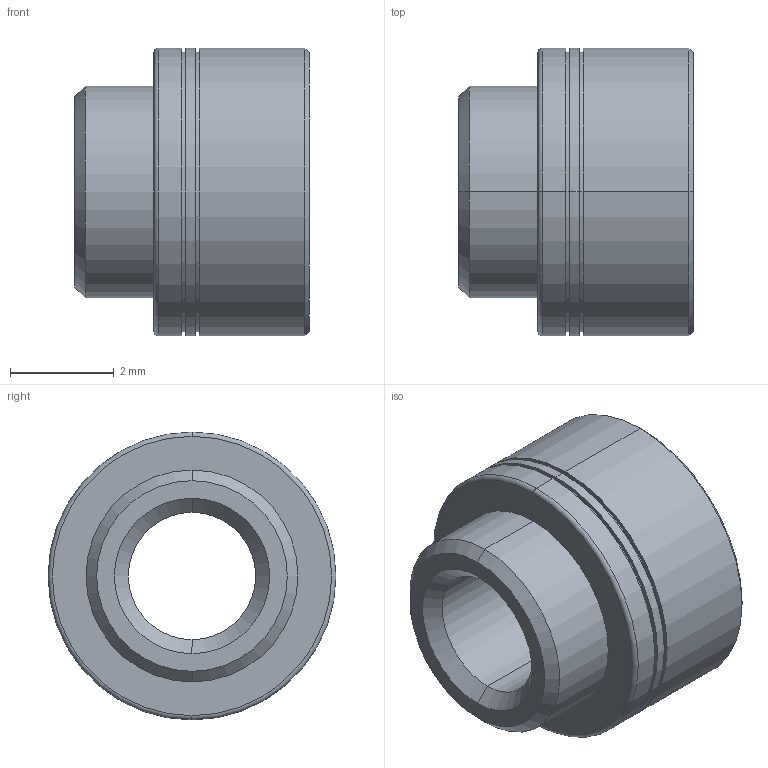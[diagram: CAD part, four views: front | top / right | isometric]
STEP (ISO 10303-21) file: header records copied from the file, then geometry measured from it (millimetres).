
FILE_DESCRIPTION(('starvars output'),'1');
FILE_NAME('cv20240404104749000010349.stp','10:47:49 2024/04/04',('Thomas Industrial Network Germany GmbH'),(' '),'Spatial InterOp 3D',' ',' ');
FILE_SCHEMA(('AP242_MANAGED_MODEL_BASED_3D_ENGINEERING_MIM_LF {1 0 10303 442 2 1 4}'));
Length unit declared in the file: millimetre
Products named in the file (1): 1
Bounding box: 4.53 x 5.56 x 5.56 mm (x, y, z)
Volume: 70.3 mm3; surface area: 146.9 mm2
Topology: 1 solids, 7 shells, 154 faces, 387 edges, 252 vertices
Faces by surface type: plane 126, cylinder 18, cone 8, torus 2
Entity records: 5799 total; most frequent: CARTESIAN_POINT 794, ORIENTED_EDGE 774, DIRECTION 745, EDGE_CURVE 387, LINE 339, VECTOR 339, VERTEX_POINT 252, AXIS2_PLACEMENT_3D 203
